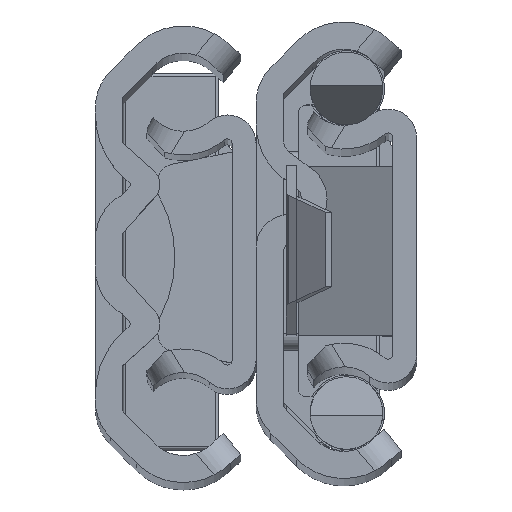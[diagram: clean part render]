
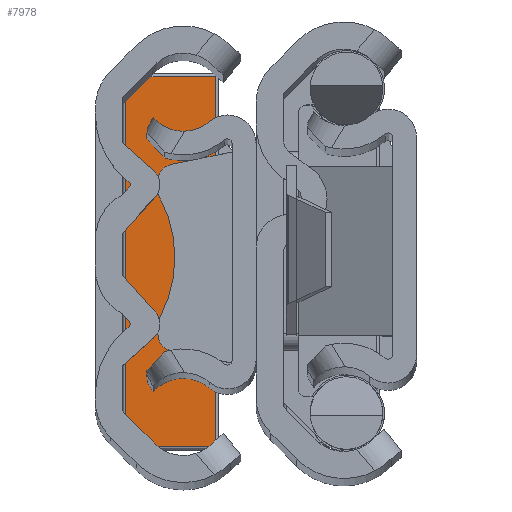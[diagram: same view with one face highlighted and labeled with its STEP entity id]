
A CAD part, top view. The second image highlights one B-rep face of the part: STEP entity #7978.
In plain terms, the highlighted planar face has unit normal (0, 0, 1).
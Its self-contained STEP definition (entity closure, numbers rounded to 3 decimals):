
#103 = CARTESIAN_POINT ( 'NONE',  ( -11.15, 0.2, 3.25 ) ) ;
#789 = CARTESIAN_POINT ( 'NONE',  ( -10.95, 5.5, 3.25 ) ) ;
#792 = ORIENTED_EDGE ( 'NONE', *, *, #5266, .T. ) ;
#804 = EDGE_LOOP ( 'NONE', ( #808, #792, #5993, #843 ) ) ;
#808 = ORIENTED_EDGE ( 'NONE', *, *, #2706, .T. ) ;
#843 = ORIENTED_EDGE ( 'NONE', *, *, #11027, .T. ) ;
#1288 = CARTESIAN_POINT ( 'NONE',  ( -11.15, 5.7, 3.25 ) ) ;
#1386 = CARTESIAN_POINT ( 'NONE',  ( 10.95, 5.7, 3.25 ) ) ;
#1508 = LINE ( 'NONE', #1386, #3208 ) ;
#1778 = EDGE_CURVE ( 'NONE', #5494, #2967, #10079, .T. ) ;
#2706 = EDGE_CURVE ( 'NONE', #7408, #6736, #8524, .T. ) ;
#2805 = VECTOR ( 'NONE', #11032, 1000. ) ;
#2967 = VERTEX_POINT ( 'NONE', #3796 ) ;
#2990 = AXIS2_PLACEMENT_3D ( 'NONE', #1288, #3824, #11019 ) ;
#3157 = CARTESIAN_POINT ( 'NONE',  ( -11.15, 5.5, 3.25 ) ) ;
#3208 = VECTOR ( 'NONE', #8572, 1000. ) ;
#3768 = CARTESIAN_POINT ( 'NONE',  ( -10.95, 0.2, 3.25 ) ) ;
#3796 = CARTESIAN_POINT ( 'NONE',  ( 10.95, 0.2, 3.25 ) ) ;
#3824 = DIRECTION ( 'NONE',  ( 0., 0., -1. ) ) ;
#4602 = VECTOR ( 'NONE', #10729, 1000. ) ;
#5266 = EDGE_CURVE ( 'NONE', #6736, #5494, #7131, .T. ) ;
#5494 = VERTEX_POINT ( 'NONE', #3768 ) ;
#5506 = VECTOR ( 'NONE', #6752, 1000. ) ;
#5773 = FACE_OUTER_BOUND ( 'NONE', #804, .T. ) ;
#5993 = ORIENTED_EDGE ( 'NONE', *, *, #1778, .T. ) ;
#6736 = VERTEX_POINT ( 'NONE', #789 ) ;
#6752 = DIRECTION ( 'NONE',  ( -1., 0., 0. ) ) ;
#7131 = LINE ( 'NONE', #7959, #4602 ) ;
#7408 = VERTEX_POINT ( 'NONE', #11214 ) ;
#7959 = CARTESIAN_POINT ( 'NONE',  ( -10.95, 5.7, 3.25 ) ) ;
#7978 = ADVANCED_FACE ( 'NONE', ( #5773 ), #9357, .F. ) ;
#8524 = LINE ( 'NONE', #3157, #5506 ) ;
#8572 = DIRECTION ( 'NONE',  ( 0., 1., 0. ) ) ;
#9357 = PLANE ( 'NONE',  #2990 ) ;
#10079 = LINE ( 'NONE', #103, #2805 ) ;
#10729 = DIRECTION ( 'NONE',  ( 0., -1., 0. ) ) ;
#11019 = DIRECTION ( 'NONE',  ( -1., 0., 0. ) ) ;
#11027 = EDGE_CURVE ( 'NONE', #2967, #7408, #1508, .T. ) ;
#11032 = DIRECTION ( 'NONE',  ( 1., 0., 0. ) ) ;
#11214 = CARTESIAN_POINT ( 'NONE',  ( 10.95, 5.5, 3.25 ) ) ;
